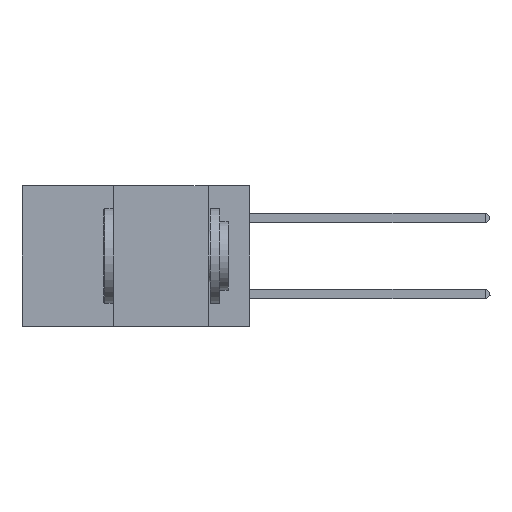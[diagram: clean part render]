
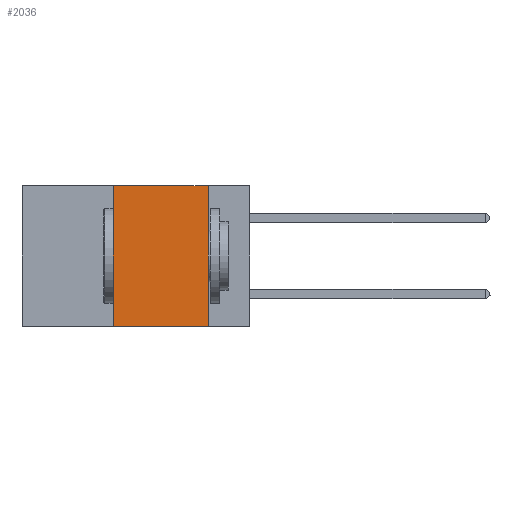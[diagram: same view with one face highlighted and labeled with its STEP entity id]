
A CAD part, left-side view. The second image highlights one B-rep face of the part: STEP entity #2036.
In plain terms, the highlighted planar face has unit normal (-1, 0, 0).
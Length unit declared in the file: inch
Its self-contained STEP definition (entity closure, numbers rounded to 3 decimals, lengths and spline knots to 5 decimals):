
#197 = CARTESIAN_POINT ( 'NONE',  ( 0., 0.36, 0. ) ) ;
#320 = LINE ( 'NONE', #197, #3002 ) ;
#1690 = CARTESIAN_POINT ( 'NONE',  ( 0., 0.36, 0. ) ) ;
#1761 = AXIS2_PLACEMENT_3D ( 'NONE', #9997, #9948, #9940 ) ;
#2019 = VECTOR ( 'NONE', #7207, 39.37008 ) ;
#2036 = ADVANCED_FACE ( 'NONE', ( #4740 ), #10083, .F. ) ;
#2146 = EDGE_CURVE ( 'NONE', #4682, #8393, #320, .T. ) ;
#2350 = ORIENTED_EDGE ( 'NONE', *, *, #5866, .F. ) ;
#2828 = EDGE_CURVE ( 'NONE', #8393, #9421, #7199, .T. ) ;
#3002 = VECTOR ( 'NONE', #12678, 39.37008 ) ;
#3611 = VECTOR ( 'NONE', #8597, 39.37008 ) ;
#4367 = CARTESIAN_POINT ( 'NONE',  ( 0., 0.6, -0.37 ) ) ;
#4682 = VERTEX_POINT ( 'NONE', #8485 ) ;
#4740 = FACE_OUTER_BOUND ( 'NONE', #8631, .T. ) ;
#4987 = LINE ( 'NONE', #6109, #2019 ) ;
#5173 = CARTESIAN_POINT ( 'NONE',  ( 0., 0.11, -0.37 ) ) ;
#5296 = ORIENTED_EDGE ( 'NONE', *, *, #2828, .F. ) ;
#5866 = EDGE_CURVE ( 'NONE', #9421, #10939, #4987, .T. ) ;
#6109 = CARTESIAN_POINT ( 'NONE',  ( 0., 0.11, 0. ) ) ;
#7199 = LINE ( 'NONE', #9886, #12343 ) ;
#7207 = DIRECTION ( 'NONE',  ( 0., 0., -1. ) ) ;
#8393 = VERTEX_POINT ( 'NONE', #1690 ) ;
#8485 = CARTESIAN_POINT ( 'NONE',  ( 0., 0.36, -0.37 ) ) ;
#8597 = DIRECTION ( 'NONE',  ( 0., -1., 0. ) ) ;
#8631 = EDGE_LOOP ( 'NONE', ( #2350, #5296, #10919, #13385 ) ) ;
#8974 = LINE ( 'NONE', #4367, #3611 ) ;
#9421 = VERTEX_POINT ( 'NONE', #12560 ) ;
#9697 = DIRECTION ( 'NONE',  ( 0., -1., 0. ) ) ;
#9886 = CARTESIAN_POINT ( 'NONE',  ( 0., 0.6, 0. ) ) ;
#9940 = DIRECTION ( 'NONE',  ( 0., 0., -1. ) ) ;
#9948 = DIRECTION ( 'NONE',  ( 1., 0., 0. ) ) ;
#9997 = CARTESIAN_POINT ( 'NONE',  ( 0., 0.6, 0. ) ) ;
#10083 = PLANE ( 'NONE',  #1761 ) ;
#10919 = ORIENTED_EDGE ( 'NONE', *, *, #2146, .F. ) ;
#10939 = VERTEX_POINT ( 'NONE', #5173 ) ;
#11143 = EDGE_CURVE ( 'NONE', #4682, #10939, #8974, .T. ) ;
#12343 = VECTOR ( 'NONE', #9697, 39.37008 ) ;
#12560 = CARTESIAN_POINT ( 'NONE',  ( 0., 0.11, 0. ) ) ;
#12678 = DIRECTION ( 'NONE',  ( 0., 0., 1. ) ) ;
#13385 = ORIENTED_EDGE ( 'NONE', *, *, #11143, .T. ) ;
